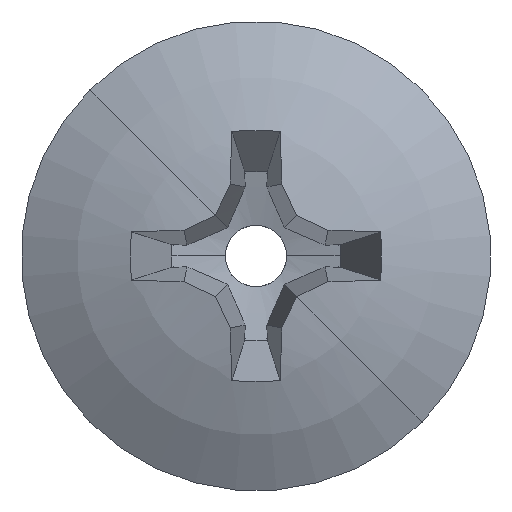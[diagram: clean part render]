
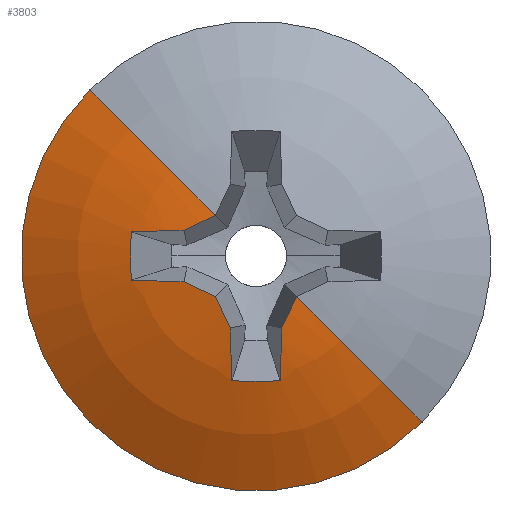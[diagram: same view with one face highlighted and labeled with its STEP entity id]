
A CAD part, left-side view. The second image highlights one B-rep face of the part: STEP entity #3803.
In plain terms, the highlighted spherical face has radius 11.711 mm.
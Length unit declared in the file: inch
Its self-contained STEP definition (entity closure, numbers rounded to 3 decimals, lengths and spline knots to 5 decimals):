
#1490=CARTESIAN_POINT('',(0.28537,0.0276,
0.0276));
#1491=DIRECTION('',(-0.144,0.7,0.7));
#1492=DIRECTION('',(-0.95,0.099,-0.295));
#1493=AXIS2_PLACEMENT_3D('',#1490,#1491,#1492);
#1495=CARTESIAN_POINT('',(-0.1662,0.,-0.05908));
#1496=CARTESIAN_POINT('',(-0.16603,0.00363,
-0.06037));
#1497=CARTESIAN_POINT('',(-0.1656,0.01086,
-0.06294));
#1498=CARTESIAN_POINT('',(-0.16471,0.02142,
-0.06665));
#1499=CARTESIAN_POINT('',(-0.16383,0.02932,
-0.06939));
#1500=CARTESIAN_POINT('',(-0.1633,0.03344,
-0.07081));
#1502=CARTESIAN_POINT('',(-0.1633,-0.03344,
-0.07081));
#1503=CARTESIAN_POINT('',(-0.16383,-0.02929,
-0.06938));
#1504=CARTESIAN_POINT('',(-0.16471,-0.02135,
-0.06662));
#1505=CARTESIAN_POINT('',(-0.16561,-0.01077,
-0.06291));
#1506=CARTESIAN_POINT('',(-0.16603,-0.00359,
-0.06036));
#1507=CARTESIAN_POINT('',(-0.1662,0.,-0.05908));
#1509=CARTESIAN_POINT('',(0.28537,-0.0276,
0.0276));
#1510=DIRECTION('',(-0.144,-0.7,0.7));
#1511=DIRECTION('',(-0.977,-0.013,-0.214));
#1512=AXIS2_PLACEMENT_3D('',#1509,#1510,#1511);
#1514=CARTESIAN_POINT('',(0.26025,0.0463,
0.0463));
#1515=DIRECTION('',(-0.426,0.64,0.64));
#1516=DIRECTION('',(-0.903,-0.262,-0.339));
#1517=AXIS2_PLACEMENT_3D('',#1514,#1515,#1516);
#1519=CARTESIAN_POINT('',(0.28537,0.0276,
-0.0276));
#1520=DIRECTION('',(-0.144,0.7,-0.7));
#1521=DIRECTION('',(-0.95,-0.295,-0.099));
#1522=AXIS2_PLACEMENT_3D('',#1519,#1520,#1521);
#1524=CARTESIAN_POINT('',(-0.1662,-0.05908,0.));
#1525=CARTESIAN_POINT('',(-0.16614,-0.05957,
-0.00138));
#1526=CARTESIAN_POINT('',(-0.16599,-0.06055,
-0.00414));
#1527=CARTESIAN_POINT('',(-0.16574,-0.06203,
-0.00829));
#1528=CARTESIAN_POINT('',(-0.16545,-0.06349,
-0.01244));
#1529=CARTESIAN_POINT('',(-0.16511,-0.06495,
-0.01658));
#1530=CARTESIAN_POINT('',(-0.16473,-0.06639,
-0.02071));
#1531=CARTESIAN_POINT('',(-0.16431,-0.06784,
-0.02487));
#1532=CARTESIAN_POINT('',(-0.16384,-0.06931,
-0.02909));
#1533=CARTESIAN_POINT('',(-0.16349,-0.07031,
-0.03198));
#1534=CARTESIAN_POINT('',(-0.1633,-0.07081,
-0.03344));
#1536=CARTESIAN_POINT('',(0.29107,0.,0.));
#1537=DIRECTION('',(0.,0.,-1.));
#1538=DIRECTION('',(-0.853,-0.523,0.));
#1539=AXIS2_PLACEMENT_3D('',#1536,#1537,#1538);
#1541=CARTESIAN_POINT('',(-0.102,0.,0.));
#1542=DIRECTION('',(-1.,0.,0.));
#1543=DIRECTION('',(0.,1.,0.));
#1544=AXIS2_PLACEMENT_3D('',#1541,#1542,#1543);
#1546=CARTESIAN_POINT('',(0.29107,0.,0.));
#1547=DIRECTION('',(0.,0.,1.));
#1548=DIRECTION('',(-0.853,0.523,0.));
#1549=AXIS2_PLACEMENT_3D('',#1546,#1547,#1548);
#1551=CARTESIAN_POINT('',(-0.1633,0.07081,
-0.03344));
#1552=CARTESIAN_POINT('',(-0.16348,0.07032,
-0.03201));
#1553=CARTESIAN_POINT('',(-0.16383,0.06933,
-0.02915));
#1554=CARTESIAN_POINT('',(-0.16431,0.06785,
-0.0249));
#1555=CARTESIAN_POINT('',(-0.16473,0.06639,
-0.02069));
#1556=CARTESIAN_POINT('',(-0.16511,0.06493,
-0.01652));
#1557=CARTESIAN_POINT('',(-0.16545,0.06347,
-0.01238));
#1558=CARTESIAN_POINT('',(-0.16574,0.06202,
-0.00826));
#1559=CARTESIAN_POINT('',(-0.16599,0.06055,
-0.00414));
#1560=CARTESIAN_POINT('',(-0.16614,0.05957,
-0.00138));
#1561=CARTESIAN_POINT('',(-0.1662,0.05908,0.));
#1563=CARTESIAN_POINT('',(0.28537,-0.0276,
-0.0276));
#1564=DIRECTION('',(0.144,0.7,0.7));
#1565=DIRECTION('',(-0.95,0.295,-0.099));
#1566=AXIS2_PLACEMENT_3D('',#1563,#1564,#1565);
#1568=CARTESIAN_POINT('',(0.26025,-0.0463,
0.0463));
#1569=DIRECTION('',(0.426,0.64,-0.64));
#1570=DIRECTION('',(-0.903,0.262,-0.339));
#1571=AXIS2_PLACEMENT_3D('',#1568,#1569,#1570);
#1846=CARTESIAN_POINT('',(-0.1662,-0.05908,0.));
#1892=CARTESIAN_POINT('',(-0.1662,0.05908,0.));
#2089=CARTESIAN_POINT('',(-0.102,0.241,0.));
#2091=VERTEX_POINT('',#2089);
#2093=CARTESIAN_POINT('',(-0.102,-0.241,0.));
#2095=VERTEX_POINT('',#2093);
#2133=VERTEX_POINT('',#1846);
#2148=VERTEX_POINT('',#1892);
#2149=CARTESIAN_POINT('',(-0.15115,0.07317,
-0.10803));
#2150=CARTESIAN_POINT('',(-0.1633,0.03344,
-0.07081));
#2151=VERTEX_POINT('',#2149);
#2152=VERTEX_POINT('',#2150);
#2153=VERTEX_POINT('',#1495);
#2154=VERTEX_POINT('',#1502);
#2155=CARTESIAN_POINT('',(-0.15115,-0.07317,
-0.10803));
#2156=VERTEX_POINT('',#2155);
#2157=CARTESIAN_POINT('',(-0.15115,-0.10803,
-0.07317));
#2158=VERTEX_POINT('',#2157);
#2159=CARTESIAN_POINT('',(-0.1633,-0.07081,
-0.03344));
#2160=VERTEX_POINT('',#2159);
#2161=VERTEX_POINT('',#1551);
#2162=CARTESIAN_POINT('',(-0.15115,0.10803,
-0.07317));
#2163=VERTEX_POINT('',#2162);
#3771=CARTESIAN_POINT('',(0.29107,0.,0.));
#3772=DIRECTION('',(1.,0.,0.));
#3773=DIRECTION('',(0.,-1.,0.));
#3774=AXIS2_PLACEMENT_3D('',#3771,#3772,#3773);
#3775=SPHERICAL_SURFACE('',#3774,0.46107);
#3777=ORIENTED_EDGE('',*,*,#3776,.T.);
#3779=ORIENTED_EDGE('',*,*,#3778,.F.);
#3781=ORIENTED_EDGE('',*,*,#3780,.F.);
#3783=ORIENTED_EDGE('',*,*,#3782,.T.);
#3785=ORIENTED_EDGE('',*,*,#3784,.T.);
#3787=ORIENTED_EDGE('',*,*,#3786,.T.);
#3789=ORIENTED_EDGE('',*,*,#3788,.F.);
#3791=ORIENTED_EDGE('',*,*,#3790,.F.);
#3792=ORIENTED_EDGE('',*,*,#3764,.F.);
#3794=ORIENTED_EDGE('',*,*,#3793,.T.);
#3796=ORIENTED_EDGE('',*,*,#3795,.F.);
#3798=ORIENTED_EDGE('',*,*,#3797,.F.);
#3800=ORIENTED_EDGE('',*,*,#3799,.F.);
#3801=EDGE_LOOP('',(#3777,#3779,#3781,#3783,#3785,#3787,#3789,#3791,#3792,#3794,
#3796,#3798,#3800));
#3802=FACE_OUTER_BOUND('',#3801,.F.);
#1494=CIRCLE('',#1493,0.45938);
#1501=B_SPLINE_CURVE_WITH_KNOTS('',3,(#1495,#1496,#1497,#1498,#1499,#1500),
.UNSPECIFIED.,.F.,.F.,(4,1,1,4),(0.,0.33333,0.66667,1.),
.UNSPECIFIED.);
#1508=B_SPLINE_CURVE_WITH_KNOTS('',3,(#1502,#1503,#1504,#1505,#1506,#1507),
.UNSPECIFIED.,.F.,.F.,(4,1,1,4),(0.,0.33333,0.66667,1.),
.UNSPECIFIED.);
#1513=CIRCLE('',#1512,0.45938);
#1518=CIRCLE('',#1517,0.45535);
#1523=CIRCLE('',#1522,0.45938);
#1535=B_SPLINE_CURVE_WITH_KNOTS('',3,(#1524,#1525,#1526,#1527,#1528,#1529,#1530,
#1531,#1532,#1533,#1534),.UNSPECIFIED.,.F.,.F.,(4,1,1,1,1,1,1,1,4),(0.,
0.125,0.25,0.375,0.5,0.625,0.75,0.875,1.),.UNSPECIFIED.);
#1540=CIRCLE('',#1539,0.46107);
#1545=CIRCLE('',#1544,0.241);
#1550=CIRCLE('',#1549,0.46107);
#1562=B_SPLINE_CURVE_WITH_KNOTS('',3,(#1551,#1552,#1553,#1554,#1555,#1556,#1557,
#1558,#1559,#1560,#1561),.UNSPECIFIED.,.F.,.F.,(4,1,1,1,1,1,1,1,4),(0.,
0.125,0.25,0.375,0.5,0.625,0.75,0.875,1.),.UNSPECIFIED.);
#1567=CIRCLE('',#1566,0.45938);
#1572=CIRCLE('',#1571,0.45535);
#3764=EDGE_CURVE('',#2091,#2095,#1545,.T.);
#3776=EDGE_CURVE('',#2151,#2152,#1494,.T.);
#3778=EDGE_CURVE('',#2153,#2152,#1501,.T.);
#3780=EDGE_CURVE('',#2154,#2153,#1508,.T.);
#3782=EDGE_CURVE('',#2154,#2156,#1513,.T.);
#3784=EDGE_CURVE('',#2156,#2158,#1518,.T.);
#3786=EDGE_CURVE('',#2158,#2160,#1523,.T.);
#3788=EDGE_CURVE('',#2133,#2160,#1535,.T.);
#3790=EDGE_CURVE('',#2095,#2133,#1540,.T.);
#3793=EDGE_CURVE('',#2091,#2148,#1550,.T.);
#3795=EDGE_CURVE('',#2161,#2148,#1562,.T.);
#3797=EDGE_CURVE('',#2163,#2161,#1567,.T.);
#3799=EDGE_CURVE('',#2151,#2163,#1572,.T.);
#3803=ADVANCED_FACE('',(#3802),#3775,.T.);
